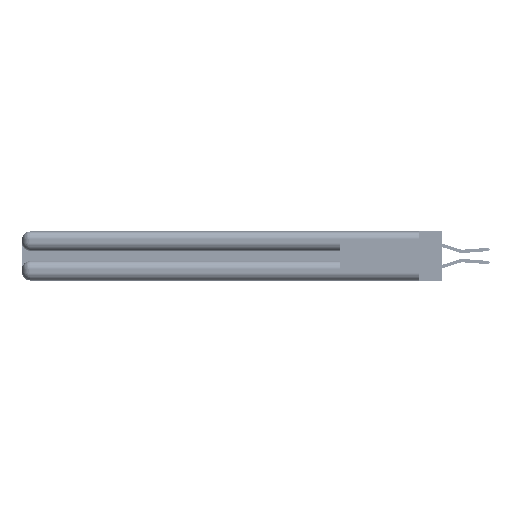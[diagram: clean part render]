
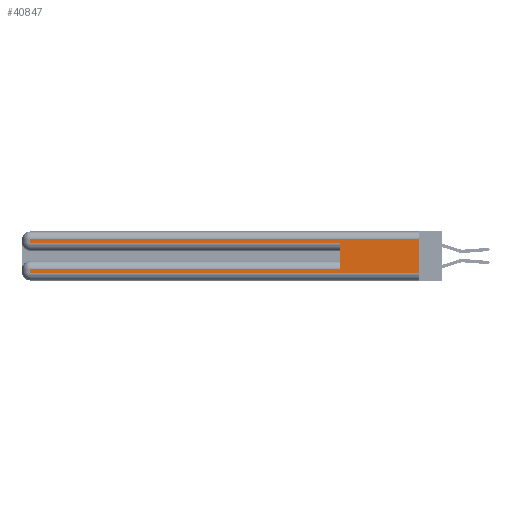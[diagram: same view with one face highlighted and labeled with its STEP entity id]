
A CAD part, left-side view. The second image highlights one B-rep face of the part: STEP entity #40847.
In plain terms, the highlighted planar face has unit normal (-1, 0, 0).
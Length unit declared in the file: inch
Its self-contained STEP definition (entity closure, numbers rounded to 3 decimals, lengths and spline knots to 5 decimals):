
#1273 = EDGE_CURVE ( 'NONE', #42167, #22683, #29823, .T. ) ;
#1412 = ORIENTED_EDGE ( 'NONE', *, *, #24469, .T. ) ;
#1895 = PLANE ( 'NONE',  #15586 ) ;
#2341 = CARTESIAN_POINT ( 'NONE',  ( 0., 0., 0.31 ) ) ;
#3883 = VECTOR ( 'NONE', #32826, 39.37008 ) ;
#3964 = VECTOR ( 'NONE', #36822, 39.37008 ) ;
#4286 = VECTOR ( 'NONE', #4396, 39.37008 ) ;
#4396 = DIRECTION ( 'NONE',  ( 0., 1., 0. ) ) ;
#5886 = CARTESIAN_POINT ( 'NONE',  ( 0., 0.6, 0.285 ) ) ;
#7748 = VECTOR ( 'NONE', #17515, 39.37008 ) ;
#8400 = ORIENTED_EDGE ( 'NONE', *, *, #1273, .T. ) ;
#8446 = ORIENTED_EDGE ( 'NONE', *, *, #50508, .T. ) ;
#8906 = LINE ( 'NONE', #27296, #49645 ) ;
#9024 = CARTESIAN_POINT ( 'NONE',  ( 0., 0., 0.285 ) ) ;
#9430 = VECTOR ( 'NONE', #28892, 39.37008 ) ;
#9879 = DIRECTION ( 'NONE',  ( 1., 0., 0. ) ) ;
#10578 = CARTESIAN_POINT ( 'NONE',  ( 0., 2.94, 0.37 ) ) ;
#10711 = VERTEX_POINT ( 'NONE', #34732 ) ;
#13124 = CARTESIAN_POINT ( 'NONE',  ( 0., 0., 0.085 ) ) ;
#14711 = LINE ( 'NONE', #36576, #3883 ) ;
#14728 = EDGE_CURVE ( 'NONE', #51519, #50062, #29493, .T. ) ;
#14915 = EDGE_LOOP ( 'NONE', ( #22564, #33811, #1412, #41362, #30700, #8446, #8400, #25918 ) ) ;
#15325 = EDGE_CURVE ( 'NONE', #10711, #50062, #14711, .T. ) ;
#15586 = AXIS2_PLACEMENT_3D ( 'NONE', #46341, #9879, #30201 ) ;
#17515 = DIRECTION ( 'NONE',  ( 0., 0., -1. ) ) ;
#18284 = VERTEX_POINT ( 'NONE', #48478 ) ;
#19227 = LINE ( 'NONE', #40702, #7748 ) ;
#21878 = CARTESIAN_POINT ( 'NONE',  ( 0., 2.94, 0.31 ) ) ;
#22564 = ORIENTED_EDGE ( 'NONE', *, *, #24018, .F. ) ;
#22683 = VERTEX_POINT ( 'NONE', #24100 ) ;
#23576 = VERTEX_POINT ( 'NONE', #21878 ) ;
#24018 = EDGE_CURVE ( 'NONE', #52087, #18284, #19227, .T. ) ;
#24100 = CARTESIAN_POINT ( 'NONE',  ( 0., 2.94, 0.06 ) ) ;
#24455 = DIRECTION ( 'NONE',  ( 0., -1., 0. ) ) ;
#24469 = EDGE_CURVE ( 'NONE', #23576, #51519, #26241, .T. ) ;
#25546 = EDGE_CURVE ( 'NONE', #22683, #18284, #8906, .T. ) ;
#25918 = ORIENTED_EDGE ( 'NONE', *, *, #25546, .T. ) ;
#26241 = LINE ( 'NONE', #10578, #43415 ) ;
#26607 = FACE_OUTER_BOUND ( 'NONE', #14915, .T. ) ;
#27296 = CARTESIAN_POINT ( 'NONE',  ( 0., 0., 0.06 ) ) ;
#28892 = DIRECTION ( 'NONE',  ( 0., 0., -1. ) ) ;
#29064 = CARTESIAN_POINT ( 'NONE',  ( 0., 2.94, 0.37 ) ) ;
#29493 = LINE ( 'NONE', #9024, #3964 ) ;
#29717 = CARTESIAN_POINT ( 'NONE',  ( 0., 2.94, 0.085 ) ) ;
#29823 = LINE ( 'NONE', #29064, #9430 ) ;
#30201 = DIRECTION ( 'NONE',  ( 0., 0., -1. ) ) ;
#30700 = ORIENTED_EDGE ( 'NONE', *, *, #15325, .F. ) ;
#31296 = CARTESIAN_POINT ( 'NONE',  ( 0., 0., 0.31 ) ) ;
#31342 = DIRECTION ( 'NONE',  ( 0., 1., 0. ) ) ;
#32826 = DIRECTION ( 'NONE',  ( 0., 0., 1. ) ) ;
#33811 = ORIENTED_EDGE ( 'NONE', *, *, #41640, .T. ) ;
#34289 = LINE ( 'NONE', #13124, #4286 ) ;
#34732 = CARTESIAN_POINT ( 'NONE',  ( 0., 0.6, 0.085 ) ) ;
#36576 = CARTESIAN_POINT ( 'NONE',  ( 0., 0.6, 0.145 ) ) ;
#36822 = DIRECTION ( 'NONE',  ( 0., -1., 0. ) ) ;
#39888 = CARTESIAN_POINT ( 'NONE',  ( 0., 2.94, 0.285 ) ) ;
#40702 = CARTESIAN_POINT ( 'NONE',  ( 0., 0., 0.37 ) ) ;
#40847 = ADVANCED_FACE ( 'NONE', ( #26607 ), #1895, .F. ) ;
#41362 = ORIENTED_EDGE ( 'NONE', *, *, #14728, .T. ) ;
#41640 = EDGE_CURVE ( 'NONE', #52087, #23576, #51926, .T. ) ;
#42167 = VERTEX_POINT ( 'NONE', #29717 ) ;
#43148 = DIRECTION ( 'NONE',  ( 0., 0., -1. ) ) ;
#43415 = VECTOR ( 'NONE', #43148, 39.37008 ) ;
#44952 = VECTOR ( 'NONE', #31342, 39.37008 ) ;
#46341 = CARTESIAN_POINT ( 'NONE',  ( 0., 0., 0.37 ) ) ;
#48478 = CARTESIAN_POINT ( 'NONE',  ( 0., 0., 0.06 ) ) ;
#49645 = VECTOR ( 'NONE', #24455, 39.37008 ) ;
#50062 = VERTEX_POINT ( 'NONE', #5886 ) ;
#50508 = EDGE_CURVE ( 'NONE', #10711, #42167, #34289, .T. ) ;
#51519 = VERTEX_POINT ( 'NONE', #39888 ) ;
#51926 = LINE ( 'NONE', #2341, #44952 ) ;
#52087 = VERTEX_POINT ( 'NONE', #31296 ) ;
